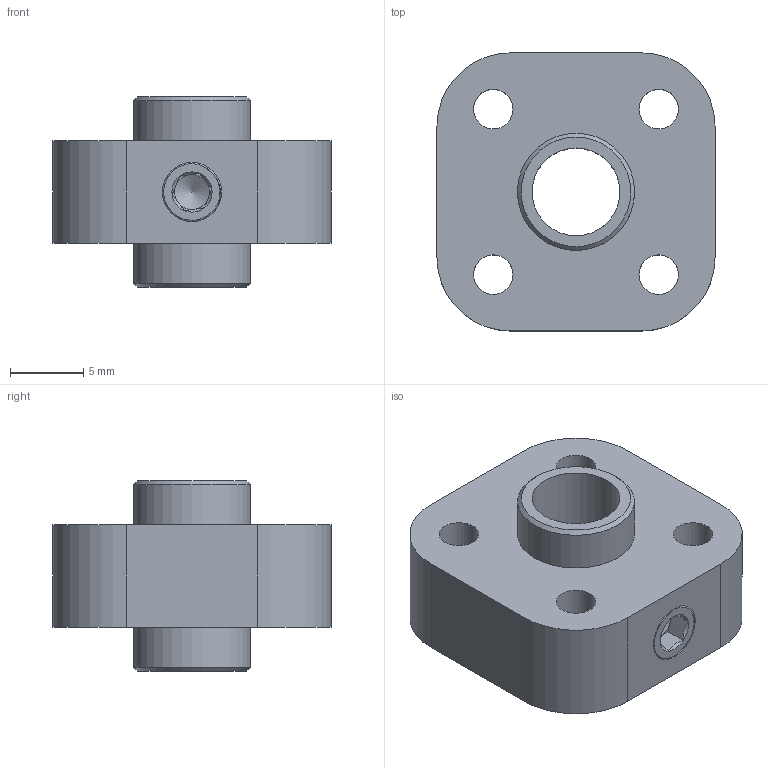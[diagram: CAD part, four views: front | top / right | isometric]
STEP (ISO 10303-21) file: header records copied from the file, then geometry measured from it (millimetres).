
FILE_DESCRIPTION (( 'STEP AP214' ), '1' );
FILE_NAME ('am-4312 6mm Round Bore Double Boss HD Nub.STEP', '2020-05-29T18:11:31', ( '' ), ( '' ), 'SwSTEP 2.0', 'SolidWorks 2019', '' );
FILE_SCHEMA (( 'AUTOMOTIVE_DESIGN' ));
Length unit declared in the file: millimetre
Products named in the file (3): ip-4312 6mm Round Bore Double Boss HD Nub; am-4312 6mm Round Bore Double Boss HD Nub; 10-32 x 0.25 Set Screw CP_91375A438
Assembly tree (2 placements, depth 2):
  am-4312 6mm Round Bore Double Boss HD Nub
    ip-4312 6mm Round Bore Double Boss HD Nub
    10-32 x 0.25 Set Screw CP_91375A438
Bounding box: 19 x 19 x 13 mm (x, y, z)
Volume: 2141.3 mm3; surface area: 1908.9 mm2
Topology: 2 solids, 2 shells, 49 faces, 110 edges, 66 vertices
Faces by surface type: plane 21, cylinder 13, cone 12, bspline 3
Full cylindrical faces by diameter (mm): 2.705 x4, 4.039 x1, 6 x1, 8.001 x2
Entity records: 2924 total; most frequent: CARTESIAN_POINT 1743, DIRECTION 218, ORIENTED_EDGE 188, EDGE_CURVE 94, AXIS2_PLACEMENT_3D 92, EDGE_LOOP 75, VERTEX_POINT 63, FACE_OUTER_BOUND 57
